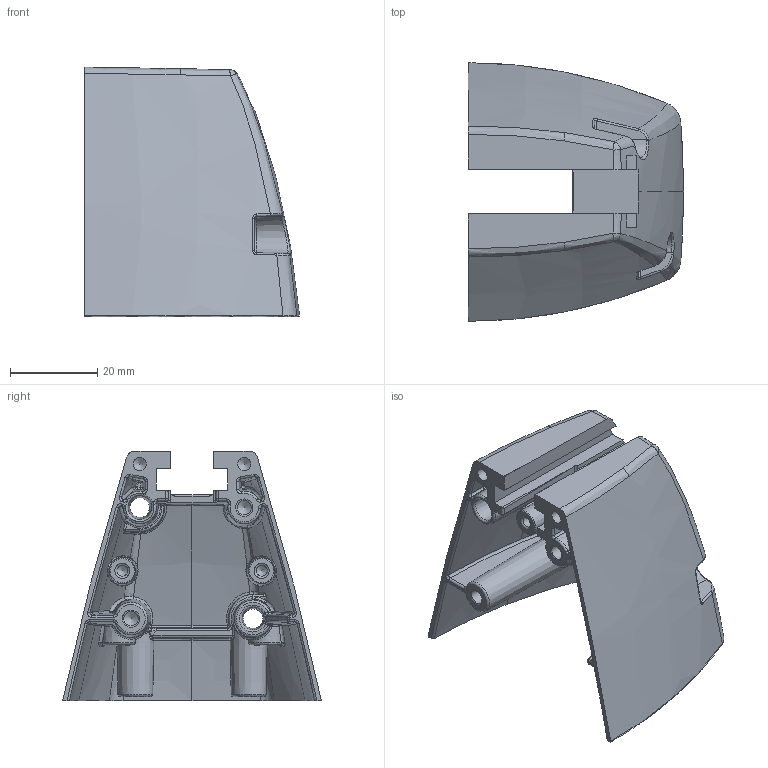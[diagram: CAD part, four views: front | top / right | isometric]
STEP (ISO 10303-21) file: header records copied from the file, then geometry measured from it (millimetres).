
FILE_DESCRIPTION( ( '' ), ' ' );
FILE_NAME( '5858eb71112be6126affa6d5.step', '2016-12-20T08:27:30', ( '' ), ( '' ), ' ', ' ', ' ' );
FILE_SCHEMA( ( 'AUTOMOTIVE_DESIGN { 1 0 10303 214 1 1 1 1 }' ) );
Length unit declared in the file: metre
Products named in the file (1): Gripper Housing A
Bounding box: 49.41 x 59.32 x 57.4 mm (x, y, z)
Volume: 23187.4 mm3; surface area: 21693.5 mm2
Topology: 1 solids, 1 shells, 464 faces, 1155 edges, 678 vertices
Faces by surface type: bspline 243, revolution 75, cylinder 57, plane 56, cone 33
Full cylindrical faces by diameter (mm): 2.5 x4, 3 x2, 3.3 x4
Entity records: 24401 total; most frequent: CARTESIAN_POINT 12533, ORIENTED_EDGE 2130, EDGE_CURVE 1065, DIRECTION 972, VERTEX_POINT 650, B_SPLINE_CURVE_WITH_KNOTS 594, EDGE_LOOP 510, FACE_OUTER_BOUND 487
